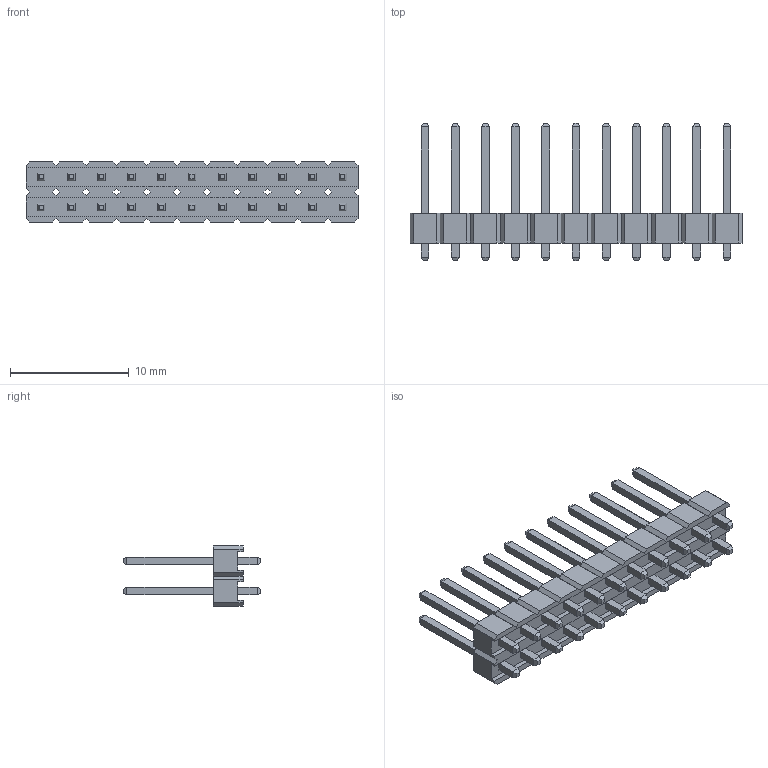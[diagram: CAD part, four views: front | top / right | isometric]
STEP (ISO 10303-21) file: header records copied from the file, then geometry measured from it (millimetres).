
FILE_DESCRIPTION (( 'STEP AP214' ), '1' );
FILE_NAME ('0_11_WA12071727111257.step', '2006-12-07T22:27:17', ( 'SysAdmin' ), ( 'SolidWorks' ), 'SwSTEP 2.0', 'SolidWorks 2007', '' );
FILE_SCHEMA (( 'AUTOMOTIVE_DESIGN' ));
Length unit declared in the file: millimetre
Products named in the file (1): 0_11_WA12071727111257
Bounding box: 27.94 x 11.6 x 5.08 mm (x, y, z)
Volume: 393.4 mm3; surface area: 1068.8 mm2
Topology: 1 solids, 1 shells, 520 faces, 1246 edges, 772 vertices
Faces by surface type: plane 520
Entity records: 15949 total; most frequent: CARTESIAN_POINT 2539, ORIENTED_EDGE 2492, DIRECTION 2288, VECTOR 1246, LINE 1246, EDGE_CURVE 1246, VERTEX_POINT 772, EDGE_LOOP 584
